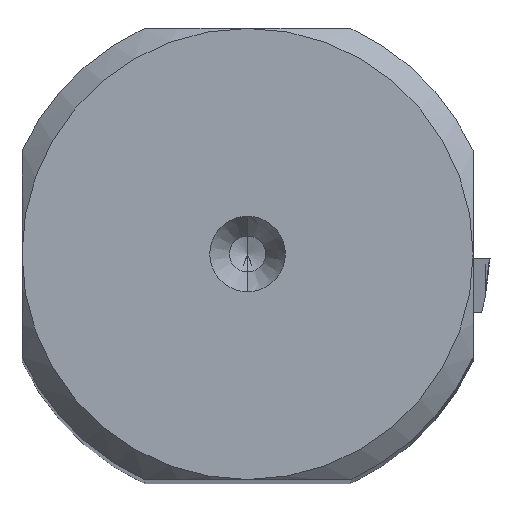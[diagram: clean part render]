
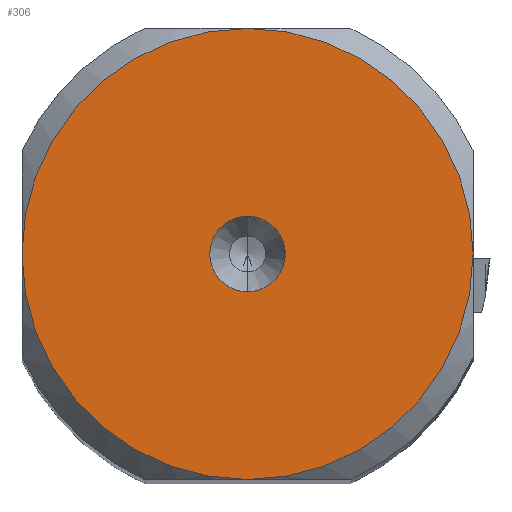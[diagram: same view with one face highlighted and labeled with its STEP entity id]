
A CAD part, top view. The second image highlights one B-rep face of the part: STEP entity #306.
In plain terms, the highlighted planar face has unit normal (0, 0, 1).
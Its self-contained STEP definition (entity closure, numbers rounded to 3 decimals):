
#306=ADVANCED_FACE('',(#436,#437),#404,.T.);
#404=PLANE('',#2136);
#436=FACE_BOUND('',#462,.T.);
#437=FACE_BOUND('',#463,.T.);
#462=EDGE_LOOP('',(#638,#639,#640,#641));
#463=EDGE_LOOP('',(#642,#643));
#638=ORIENTED_EDGE('',*,*,#1371,.F.);
#639=ORIENTED_EDGE('',*,*,#1372,.F.);
#640=ORIENTED_EDGE('',*,*,#1373,.F.);
#641=ORIENTED_EDGE('',*,*,#1374,.F.);
#642=ORIENTED_EDGE('',*,*,#1375,.F.);
#643=ORIENTED_EDGE('',*,*,#1376,.F.);
#1166=VERTEX_POINT('',#3009);
#1167=VERTEX_POINT('',#3010);
#1168=VERTEX_POINT('',#3012);
#1169=VERTEX_POINT('',#3014);
#1170=VERTEX_POINT('',#3017);
#1171=VERTEX_POINT('',#3018);
#1371=EDGE_CURVE('',#1166,#1167,#1645,.T.);
#1372=EDGE_CURVE('',#1168,#1166,#1646,.T.);
#1373=EDGE_CURVE('',#1169,#1168,#1647,.T.);
#1374=EDGE_CURVE('',#1167,#1169,#1648,.T.);
#1375=EDGE_CURVE('',#1170,#1171,#1649,.T.);
#1376=EDGE_CURVE('',#1171,#1170,#1650,.T.);
#1645=CIRCLE('',#2130,10.);
#1646=CIRCLE('',#2131,10.);
#1647=CIRCLE('',#2132,10.);
#1648=CIRCLE('',#2133,10.);
#1649=CIRCLE('',#2134,1.675);
#1650=CIRCLE('',#2135,1.675);
#2130=AXIS2_PLACEMENT_3D('',#3008,#2437,#2438);
#2131=AXIS2_PLACEMENT_3D('',#3011,#2439,#2440);
#2132=AXIS2_PLACEMENT_3D('',#3013,#2441,#2442);
#2133=AXIS2_PLACEMENT_3D('',#3015,#2443,#2444);
#2134=AXIS2_PLACEMENT_3D('',#3016,#2445,#2446);
#2135=AXIS2_PLACEMENT_3D('',#3019,#2447,#2448);
#2136=AXIS2_PLACEMENT_3D('',#3020,#2449,#2450);
#2437=DIRECTION('',(0.,0.,-1.));
#2438=DIRECTION('',(-1.,0.,0.));
#2439=DIRECTION('',(0.,0.,-1.));
#2440=DIRECTION('',(0.,-1.,0.));
#2441=DIRECTION('',(0.,0.,-1.));
#2442=DIRECTION('',(1.,0.,0.));
#2443=DIRECTION('',(0.,0.,-1.));
#2444=DIRECTION('',(0.,1.,0.));
#2445=DIRECTION('',(0.,0.,1.));
#2446=DIRECTION('',(0.,-1.,0.));
#2447=DIRECTION('',(0.,0.,1.));
#2448=DIRECTION('',(0.,1.,0.));
#2449=DIRECTION('',(0.,0.,1.));
#2450=DIRECTION('',(-1.,0.,0.));
#3008=CARTESIAN_POINT('',(0.,0.,0.));
#3009=CARTESIAN_POINT('',(-10.,0.,0.));
#3010=CARTESIAN_POINT('',(0.,10.,0.));
#3011=CARTESIAN_POINT('',(0.,0.,0.));
#3012=CARTESIAN_POINT('',(0.,-10.,0.));
#3013=CARTESIAN_POINT('',(0.,0.,0.));
#3014=CARTESIAN_POINT('',(10.,0.,0.));
#3015=CARTESIAN_POINT('',(0.,0.,0.));
#3016=CARTESIAN_POINT('',(0.,0.,0.));
#3017=CARTESIAN_POINT('',(0.,-1.675,0.));
#3018=CARTESIAN_POINT('',(0.,1.675,0.));
#3019=CARTESIAN_POINT('',(0.,0.,0.));
#3020=CARTESIAN_POINT('',(0.,0.,0.));
